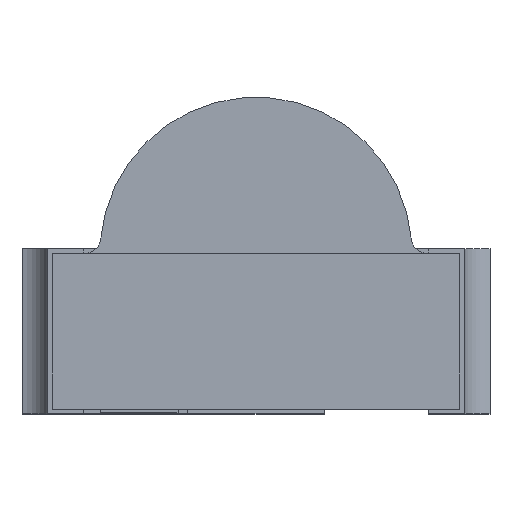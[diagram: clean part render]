
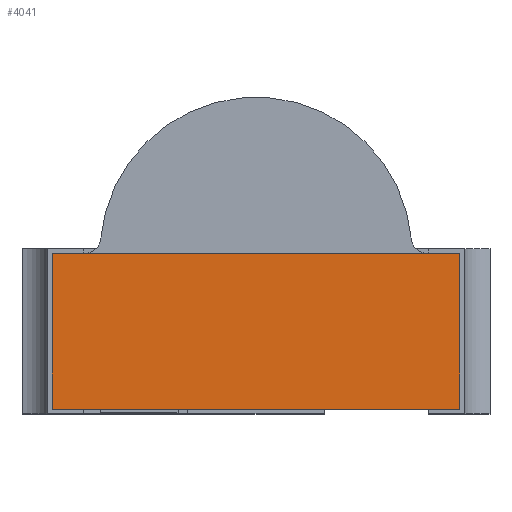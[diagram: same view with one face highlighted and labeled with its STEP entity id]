
A CAD part, top view. The second image highlights one B-rep face of the part: STEP entity #4041.
In plain terms, the highlighted planar face has unit normal (0, 0, 1).
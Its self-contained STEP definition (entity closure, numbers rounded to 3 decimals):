
#173 = VERTEX_POINT ( 'NONE', #1116 ) ;
#1116 = CARTESIAN_POINT ( 'NONE',  ( 1.305, -1., 0.5 ) ) ;
#2421 = CARTESIAN_POINT ( 'NONE',  ( -1.305, 0., 0.5 ) ) ;
#2473 = CARTESIAN_POINT ( 'NONE',  ( -1.305, -1., 0.5 ) ) ;
#2550 = CARTESIAN_POINT ( 'NONE',  ( 1.305, 0., 0.5 ) ) ;
#3054 = DIRECTION ( 'NONE',  ( -1., 0., 0. ) ) ;
#3055 = VECTOR ( 'NONE', #3054, 1000. ) ;
#3056 = CARTESIAN_POINT ( 'NONE',  ( -1.5, 0., 0.5 ) ) ;
#3057 = LINE ( 'NONE', #3056, #3055 ) ;
#3144 = DIRECTION ( 'NONE',  ( 1., 0., 0. ) ) ;
#3145 = CARTESIAN_POINT ( 'NONE',  ( -1.5, -1., 0.5 ) ) ;
#3185 = VECTOR ( 'NONE', #3144, 1000. ) ;
#3186 = LINE ( 'NONE', #3145, #3185 ) ;
#3206 = LINE ( 'NONE', #3238, #3237 ) ;
#3223 = AXIS2_PLACEMENT_3D ( 'NONE', #3329, #3328, #3327 ) ;
#3230 = DIRECTION ( 'NONE',  ( 0., -1., 0. ) ) ;
#3231 = VECTOR ( 'NONE', #3230, 1000. ) ;
#3232 = CARTESIAN_POINT ( 'NONE',  ( 1.305, -1., 0.5 ) ) ;
#3236 = DIRECTION ( 'NONE',  ( 0., 1., 0. ) ) ;
#3237 = VECTOR ( 'NONE', #3236, 1000. ) ;
#3238 = CARTESIAN_POINT ( 'NONE',  ( -1.305, -1., 0.5 ) ) ;
#3239 = LINE ( 'NONE', #3232, #3231 ) ;
#3272 = FACE_OUTER_BOUND ( 'NONE', #3994, .T. ) ;
#3273 = PLANE ( 'NONE',  #3223 ) ;
#3327 = DIRECTION ( 'NONE',  ( 1., 0., 0. ) ) ;
#3328 = DIRECTION ( 'NONE',  ( 0., 0., 1. ) ) ;
#3329 = CARTESIAN_POINT ( 'NONE',  ( 1.5, -1., 0.5 ) ) ;
#3716 = VERTEX_POINT ( 'NONE', #2421 ) ;
#3748 = VERTEX_POINT ( 'NONE', #2473 ) ;
#3757 = VERTEX_POINT ( 'NONE', #2550 ) ;
#3945 = EDGE_CURVE ( 'NONE', #3757, #3716, #3057, .T. ) ;
#3994 = EDGE_LOOP ( 'NONE', ( #4038, #4042, #4032, #4060 ) ) ;
#4011 = EDGE_CURVE ( 'NONE', #3748, #3716, #3206, .T. ) ;
#4018 = EDGE_CURVE ( 'NONE', #3748, #173, #3186, .T. ) ;
#4019 = EDGE_CURVE ( 'NONE', #3757, #173, #3239, .T. ) ;
#4032 = ORIENTED_EDGE ( 'NONE', *, *, #4019, .F. ) ;
#4038 = ORIENTED_EDGE ( 'NONE', *, *, #4011, .F. ) ;
#4041 = ADVANCED_FACE ( 'NONE', ( #3272 ), #3273, .T. ) ;
#4042 = ORIENTED_EDGE ( 'NONE', *, *, #4018, .T. ) ;
#4060 = ORIENTED_EDGE ( 'NONE', *, *, #3945, .T. ) ;
